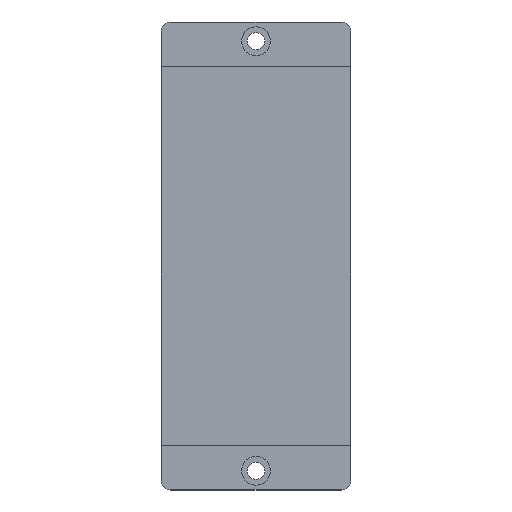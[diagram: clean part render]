
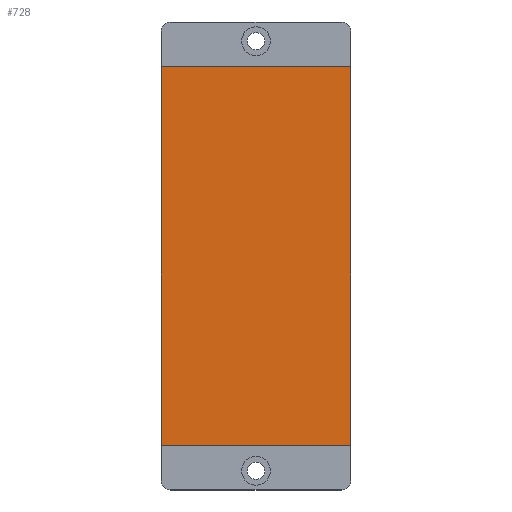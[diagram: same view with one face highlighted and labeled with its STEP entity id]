
A CAD part, top view. The second image highlights one B-rep face of the part: STEP entity #728.
In plain terms, the highlighted planar face has unit normal (0, 0, 1).
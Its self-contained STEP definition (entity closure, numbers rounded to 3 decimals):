
#113 = LINE ( 'NONE', #347, #530 ) ;
#124 = CARTESIAN_POINT ( 'NONE',  ( 24.75, 49.35, 8.4 ) ) ;
#209 = ORIENTED_EDGE ( 'NONE', *, *, #409, .T. ) ;
#213 = VECTOR ( 'NONE', #557, 1000. ) ;
#214 = ORIENTED_EDGE ( 'NONE', *, *, #639, .T. ) ;
#224 = DIRECTION ( 'NONE',  ( 0., 1., 0. ) ) ;
#231 = CARTESIAN_POINT ( 'NONE',  ( 24.75, -49.35, 8.4 ) ) ;
#232 = CARTESIAN_POINT ( 'NONE',  ( 0., 0., 8.4 ) ) ;
#233 = EDGE_LOOP ( 'NONE', ( #548, #214, #405, #209 ) ) ;
#258 = LINE ( 'NONE', #435, #717 ) ;
#264 = EDGE_CURVE ( 'NONE', #432, #579, #113, .T. ) ;
#289 = CARTESIAN_POINT ( 'NONE',  ( -24.75, 49.35, 8.4 ) ) ;
#293 = VECTOR ( 'NONE', #610, 1000. ) ;
#347 = CARTESIAN_POINT ( 'NONE',  ( 24.75, -49.35, 8.4 ) ) ;
#363 = PLANE ( 'NONE',  #407 ) ;
#373 = FACE_OUTER_BOUND ( 'NONE', #233, .T. ) ;
#395 = VERTEX_POINT ( 'NONE', #289 ) ;
#404 = LINE ( 'NONE', #676, #213 ) ;
#405 = ORIENTED_EDGE ( 'NONE', *, *, #264, .T. ) ;
#407 = AXIS2_PLACEMENT_3D ( 'NONE', #232, #496, #682 ) ;
#409 = EDGE_CURVE ( 'NONE', #579, #395, #404, .T. ) ;
#432 = VERTEX_POINT ( 'NONE', #231 ) ;
#435 = CARTESIAN_POINT ( 'NONE',  ( -24.75, 49.35, 8.4 ) ) ;
#485 = CARTESIAN_POINT ( 'NONE',  ( 24.75, -49.35, 8.4 ) ) ;
#496 = DIRECTION ( 'NONE',  ( 0., 0., -1. ) ) ;
#530 = VECTOR ( 'NONE', #224, 1000. ) ;
#548 = ORIENTED_EDGE ( 'NONE', *, *, #750, .T. ) ;
#556 = DIRECTION ( 'NONE',  ( 0., -1., 0. ) ) ;
#557 = DIRECTION ( 'NONE',  ( -1., 0., 0. ) ) ;
#579 = VERTEX_POINT ( 'NONE', #124 ) ;
#610 = DIRECTION ( 'NONE',  ( 1., 0., 0. ) ) ;
#631 = LINE ( 'NONE', #485, #293 ) ;
#639 = EDGE_CURVE ( 'NONE', #685, #432, #631, .T. ) ;
#676 = CARTESIAN_POINT ( 'NONE',  ( -24.75, 49.35, 8.4 ) ) ;
#682 = DIRECTION ( 'NONE',  ( -1., 0., 0. ) ) ;
#685 = VERTEX_POINT ( 'NONE', #734 ) ;
#717 = VECTOR ( 'NONE', #556, 1000. ) ;
#728 = ADVANCED_FACE ( 'NONE', ( #373 ), #363, .F. ) ;
#734 = CARTESIAN_POINT ( 'NONE',  ( -24.75, -49.35, 8.4 ) ) ;
#750 = EDGE_CURVE ( 'NONE', #395, #685, #258, .T. ) ;
